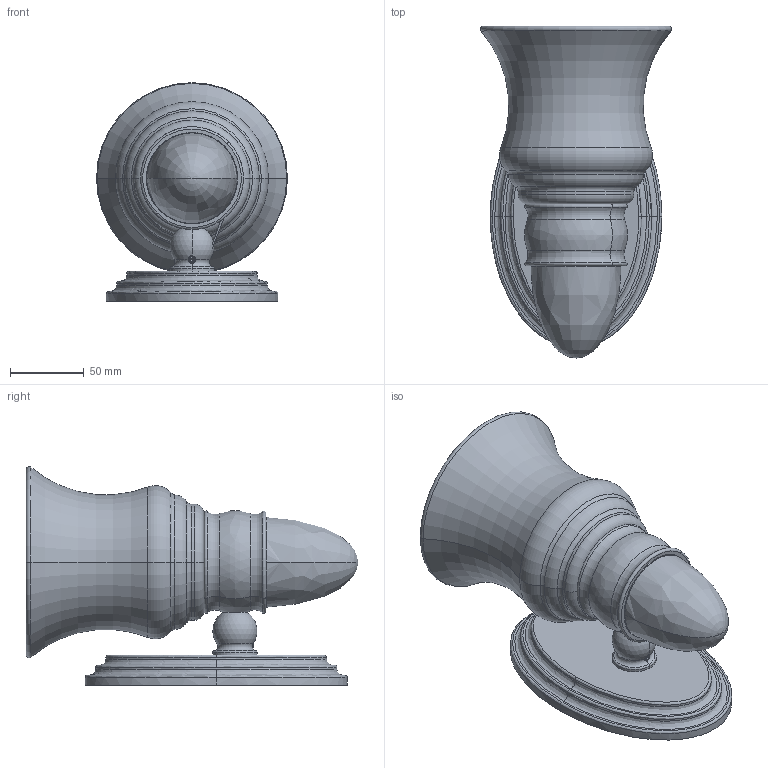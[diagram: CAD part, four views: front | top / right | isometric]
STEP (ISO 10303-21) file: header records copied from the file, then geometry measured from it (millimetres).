
FILE_DESCRIPTION((''),'2;1');
FILE_NAME('1481_SW0001','2010-11-29T',('project'),(''),'PRO/ENGINEER BY PARAMETRIC TECHNOLOGY CORPORATION, 2009300','PRO/ENGINEER BY PARAMETRIC TECHNOLOGY CORPORATION, 2009300','');
FILE_SCHEMA(('CONFIG_CONTROL_DESIGN'));
Length unit declared in the file: inch
Products named in the file (1): 1481_SW0001
Bounding box: 129.67 x 225.26 x 148.42 mm (x, y, z)
Surface area: 212877.5 mm2 (no closed solid volume)
Topology: 0 solids, 33 shells, 491 faces, 1550 edges, 1093 vertices
Faces by surface type: plane 157, cylinder 154, torus 71, bspline 55, cone 30, extrusion 12, sphere 8, revolution 4
Entity records: 32059 total; most frequent: CARTESIAN_POINT 18960, ORIENTED_EDGE 2587, DIRECTION 2551, EDGE_CURVE 1533, VERTEX_POINT 1093, AXIS2_PLACEMENT_3D 921, VECTOR 705, LINE 693
